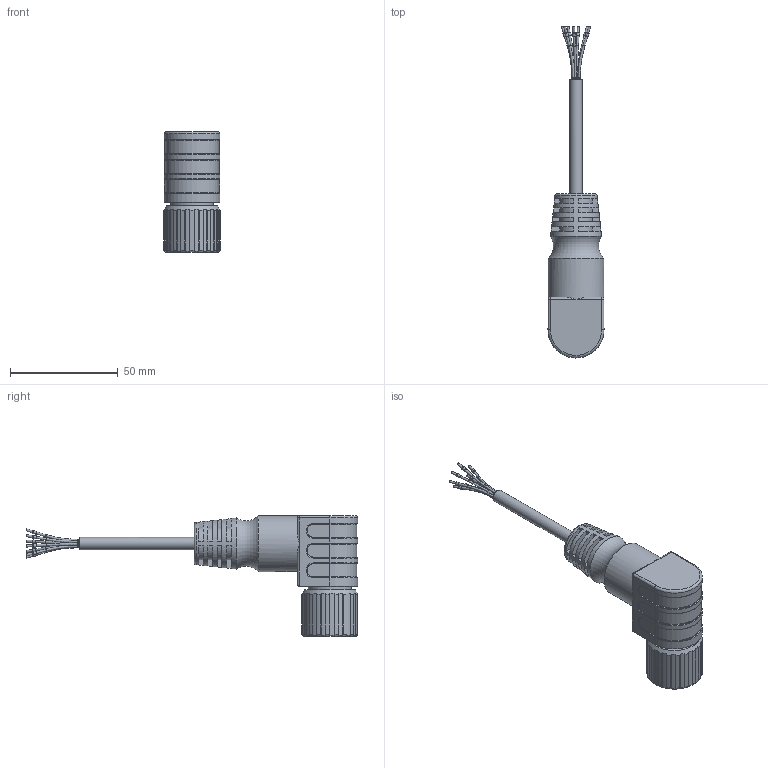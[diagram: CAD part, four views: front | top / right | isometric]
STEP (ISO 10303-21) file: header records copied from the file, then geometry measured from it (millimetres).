
FILE_DESCRIPTION(/* description */ (''),/* implementation_level */ '2;1');
FILE_NAME(/* name */ 'WMKCU12.001-15_S370.stp',/* time_stamp */ '2023-05-12T09:48:07+02:00',/* author */ ('ESCHA GmbH & Co. KG'),/* organization */ ('ESCHA GmbH & Co. KG'),/* preprocessor_version */ 'ST-DEVELOPER v16',/* originating_system */ 'SIEMENS PLM Software NX 10.0',/* authorisation */ '');
FILE_SCHEMA (('AUTOMOTIVE_DESIGN { 1 0 10303 214 3 1 1 1 }'));
Length unit declared in the file: millimetre
Products named in the file (1): 5009366_Umspritzung_part_255397
Bounding box: 26 x 153.78 x 55.97 mm (x, y, z)
Volume: 48768.5 mm3; surface area: 15397.6 mm2
Topology: 1 solids, 1 shells, 575 faces, 1410 edges, 907 vertices
Faces by surface type: plane 243, cylinder 142, extrusion 115, bspline 45, torus 16, cone 12, sphere 2
Full cylindrical faces by diameter (mm): 1 x14, 1.4 x7, 1.5 x12, 5.7 x1, 15.9 x1, 16.9 x1, 18.9 x1, 20 x1, 21.92 x1, 23.3 x1, 25.92 x1
Entity records: 18377 total; most frequent: CARTESIAN_POINT 5966, ORIENTED_EDGE 2642, DIRECTION 2176, EDGE_CURVE 1321, VERTEX_POINT 897, AXIS2_PLACEMENT_3D 815, EDGE_LOOP 724, B_SPLINE_CURVE_WITH_KNOTS 603
